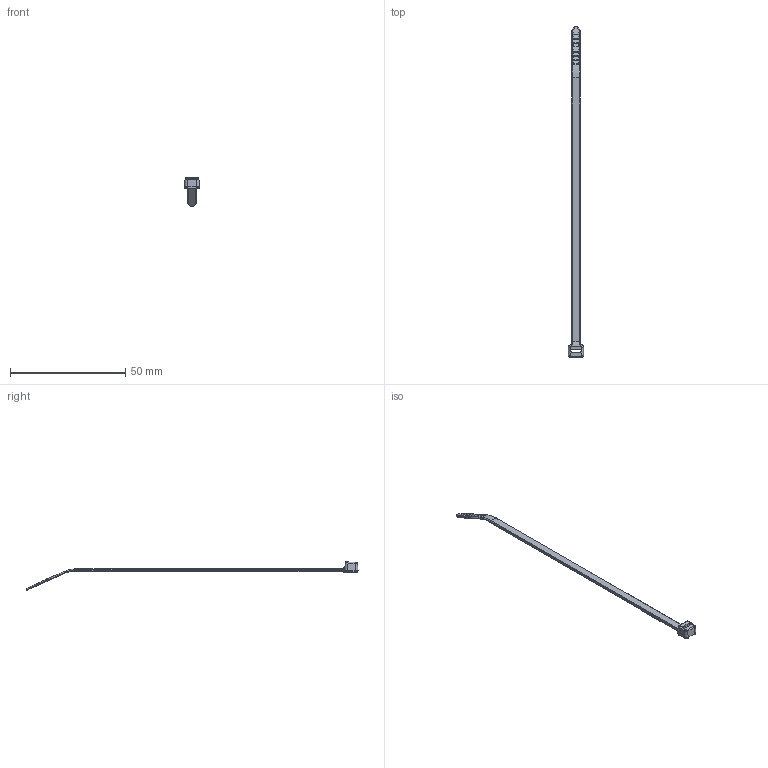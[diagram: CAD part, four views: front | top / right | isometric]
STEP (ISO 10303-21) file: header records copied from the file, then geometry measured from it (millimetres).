
FILE_DESCRIPTION(/* description */ (''),/* implementation_level */ '2;1');
FILE_NAME(/* name */ 'PLT1_5I.stp',/* time_stamp */ '2020-12-07T10:49:05-06:00',/* author */ (''),/* organization */ (''),/* preprocessor_version */ 'ST-DEVELOPER v16',/* originating_system */ 'SIEMENS PLM Software NX 11.0',/* authorisation */ '');
FILE_SCHEMA (('AP203_CONFIGURATION_CONTROLLED_3D_DESIGN_OF_MECHANICAL_PARTS_AND_ASSEMBLIES_MIM_LF { 1 0 10303 403 2 1 2}'));
Length unit declared in the file: inch
Products named in the file (1): BWG3D64CEB5z6bv
Bounding box: 6.6 x 144.06 x 12.35 mm (x, y, z)
Volume: 649.6 mm3; surface area: 1433.3 mm2
Topology: 1 solids, 1 shells, 195 faces, 485 edges, 300 vertices
Faces by surface type: plane 95, cylinder 47, bspline 33, torus 13, cone 6, extrusion 1
Entity records: 7015 total; most frequent: CARTESIAN_POINT 2333, ORIENTED_EDGE 970, DIRECTION 841, EDGE_CURVE 485, VERTEX_POINT 300, AXIS2_PLACEMENT_3D 283, VECTOR 275, LINE 274
